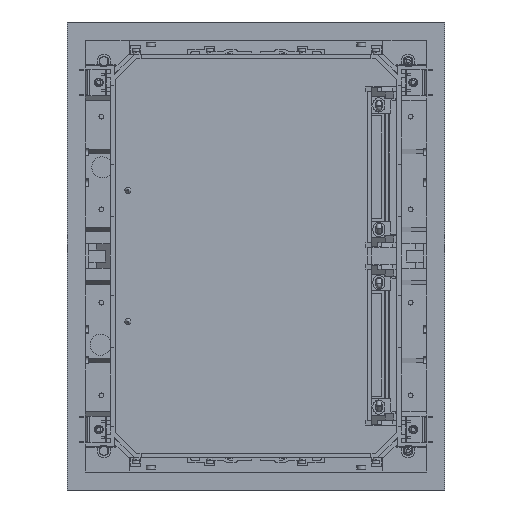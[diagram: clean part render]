
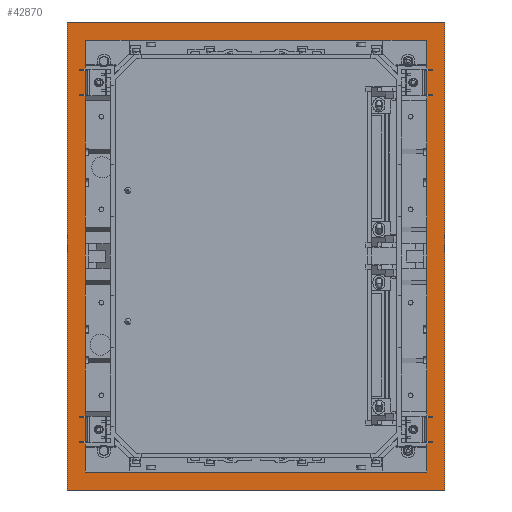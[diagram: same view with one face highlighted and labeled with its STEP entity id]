
A CAD part, front view. The second image highlights one B-rep face of the part: STEP entity #42870.
In plain terms, the highlighted planar face has unit normal (0, -1, 0).
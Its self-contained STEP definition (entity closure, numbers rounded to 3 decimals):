
#2456 = DIRECTION ( 'NONE',  ( 1., 0., 0. ) ) ;
#2770 = DIRECTION ( 'NONE',  ( 1., 0., 0. ) ) ;
#3298 = CARTESIAN_POINT ( 'NONE',  ( 110., -3., 136.5 ) ) ;
#3374 = VECTOR ( 'NONE', #24440, 1000. ) ;
#4181 = EDGE_CURVE ( 'NONE', #11845, #22505, #4682, .T. ) ;
#4682 = LINE ( 'NONE', #16780, #29805 ) ;
#5285 = DIRECTION ( 'NONE',  ( 0., -1., 0. ) ) ;
#5358 = DIRECTION ( 'NONE',  ( 0., 0., -1. ) ) ;
#6108 = ORIENTED_EDGE ( 'NONE', *, *, #43330, .F. ) ;
#6264 = CARTESIAN_POINT ( 'NONE',  ( -110., -3., -136.5 ) ) ;
#7038 = CARTESIAN_POINT ( 'NONE',  ( -110., -3., 136.5 ) ) ;
#7440 = CARTESIAN_POINT ( 'NONE',  ( -99.5, -3., -126. ) ) ;
#7973 = DIRECTION ( 'NONE',  ( -1., 0., 0. ) ) ;
#8011 = CARTESIAN_POINT ( 'NONE',  ( 99.5, -3., -126. ) ) ;
#8935 = ORIENTED_EDGE ( 'NONE', *, *, #28941, .T. ) ;
#9054 = CARTESIAN_POINT ( 'NONE',  ( 99.5, -3., 126. ) ) ;
#9451 = CARTESIAN_POINT ( 'NONE',  ( 110., -3., 136.5 ) ) ;
#9700 = ORIENTED_EDGE ( 'NONE', *, *, #47436, .F. ) ;
#9721 = FACE_OUTER_BOUND ( 'NONE', #33106, .T. ) ;
#10416 = LINE ( 'NONE', #21315, #35249 ) ;
#10954 = LINE ( 'NONE', #33735, #46599 ) ;
#11845 = VERTEX_POINT ( 'NONE', #8011 ) ;
#12806 = LINE ( 'NONE', #43016, #46099 ) ;
#13592 = CARTESIAN_POINT ( 'NONE',  ( -110., -3., -136.5 ) ) ;
#13684 = LINE ( 'NONE', #9451, #32671 ) ;
#15411 = EDGE_CURVE ( 'NONE', #30525, #11845, #33472, .T. ) ;
#16780 = CARTESIAN_POINT ( 'NONE',  ( 99.5, -3., 126. ) ) ;
#19777 = DIRECTION ( 'NONE',  ( 0., 0., 1. ) ) ;
#20470 = CARTESIAN_POINT ( 'NONE',  ( -110., -3., 136.5 ) ) ;
#21315 = CARTESIAN_POINT ( 'NONE',  ( -99.5, -3., 126. ) ) ;
#22505 = VERTEX_POINT ( 'NONE', #9054 ) ;
#22507 = CARTESIAN_POINT ( 'NONE',  ( 110., -3., -136.5 ) ) ;
#24097 = CARTESIAN_POINT ( 'NONE',  ( -99.5, -3., 126. ) ) ;
#24440 = DIRECTION ( 'NONE',  ( -1., 0., 0. ) ) ;
#24468 = EDGE_CURVE ( 'NONE', #30619, #46096, #36368, .T. ) ;
#24914 = AXIS2_PLACEMENT_3D ( 'NONE', #6264, #5285, #39462 ) ;
#25075 = DIRECTION ( 'NONE',  ( 0., 0., 1. ) ) ;
#25337 = VECTOR ( 'NONE', #2770, 1000. ) ;
#26688 = VERTEX_POINT ( 'NONE', #24097 ) ;
#27297 = ORIENTED_EDGE ( 'NONE', *, *, #4181, .F. ) ;
#28815 = FACE_BOUND ( 'NONE', #35666, .T. ) ;
#28941 = EDGE_CURVE ( 'NONE', #34338, #39925, #43249, .T. ) ;
#28963 = EDGE_CURVE ( 'NONE', #39925, #30619, #12806, .T. ) ;
#29603 = ORIENTED_EDGE ( 'NONE', *, *, #39137, .T. ) ;
#29805 = VECTOR ( 'NONE', #19777, 1000. ) ;
#30336 = ORIENTED_EDGE ( 'NONE', *, *, #15411, .F. ) ;
#30525 = VERTEX_POINT ( 'NONE', #42741 ) ;
#30619 = VERTEX_POINT ( 'NONE', #35792 ) ;
#32671 = VECTOR ( 'NONE', #25075, 1000. ) ;
#33106 = EDGE_LOOP ( 'NONE', ( #45087, #38078, #29603, #8935 ) ) ;
#33472 = LINE ( 'NONE', #7440, #25337 ) ;
#33735 = CARTESIAN_POINT ( 'NONE',  ( -99.5, -3., 126. ) ) ;
#34338 = VERTEX_POINT ( 'NONE', #3298 ) ;
#35249 = VECTOR ( 'NONE', #44103, 1000. ) ;
#35666 = EDGE_LOOP ( 'NONE', ( #6108, #9700, #27297, #30336 ) ) ;
#35792 = CARTESIAN_POINT ( 'NONE',  ( -110., -3., -136.5 ) ) ;
#36368 = LINE ( 'NONE', #13592, #38320 ) ;
#38078 = ORIENTED_EDGE ( 'NONE', *, *, #24468, .T. ) ;
#38320 = VECTOR ( 'NONE', #2456, 1000. ) ;
#39137 = EDGE_CURVE ( 'NONE', #46096, #34338, #13684, .T. ) ;
#39462 = DIRECTION ( 'NONE',  ( 0., 0., -1. ) ) ;
#39925 = VERTEX_POINT ( 'NONE', #7038 ) ;
#42741 = CARTESIAN_POINT ( 'NONE',  ( -99.5, -3., -126. ) ) ;
#42870 = ADVANCED_FACE ( 'NONE', ( #9721, #28815 ), #43919, .T. ) ;
#43016 = CARTESIAN_POINT ( 'NONE',  ( -110., -3., 136.5 ) ) ;
#43249 = LINE ( 'NONE', #20470, #3374 ) ;
#43330 = EDGE_CURVE ( 'NONE', #26688, #30525, #10416, .T. ) ;
#43919 = PLANE ( 'NONE',  #24914 ) ;
#44103 = DIRECTION ( 'NONE',  ( 0., 0., -1. ) ) ;
#45087 = ORIENTED_EDGE ( 'NONE', *, *, #28963, .T. ) ;
#46096 = VERTEX_POINT ( 'NONE', #22507 ) ;
#46099 = VECTOR ( 'NONE', #5358, 1000. ) ;
#46599 = VECTOR ( 'NONE', #7973, 1000. ) ;
#47436 = EDGE_CURVE ( 'NONE', #22505, #26688, #10954, .T. ) ;
